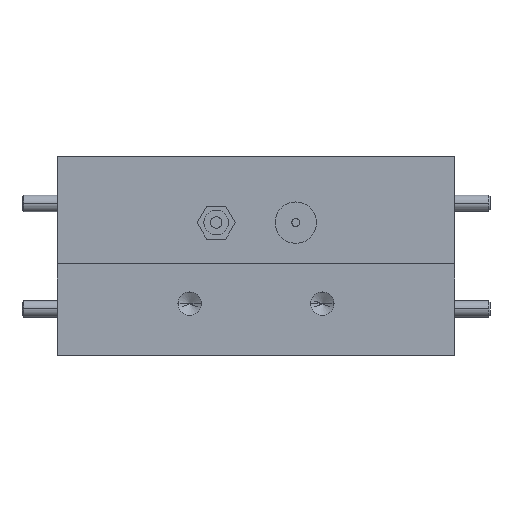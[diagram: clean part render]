
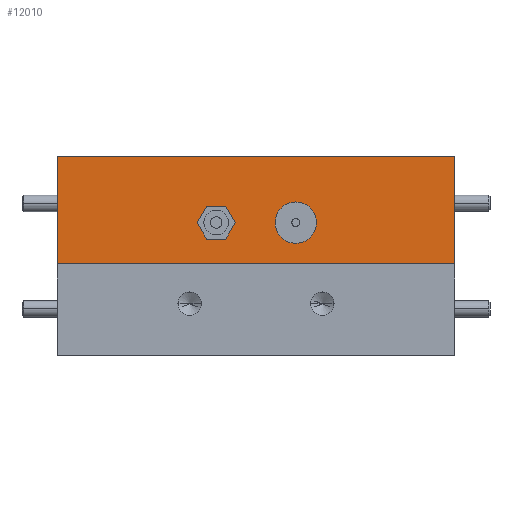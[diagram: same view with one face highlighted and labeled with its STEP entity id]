
A CAD part, top view. The second image highlights one B-rep face of the part: STEP entity #12010.
In plain terms, the highlighted planar face has unit normal (0, 0, 1).
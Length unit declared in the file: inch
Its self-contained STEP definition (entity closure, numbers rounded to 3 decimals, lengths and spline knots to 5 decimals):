
#182 = CARTESIAN_POINT ( 'NONE',  ( -0.22217, 0.5, 0.55 ) ) ;
#223 = DIRECTION ( 'NONE',  ( 0.5, -0.866, 0. ) ) ;
#613 = CARTESIAN_POINT ( 'NONE',  ( 0.75, 0.75, 0.55 ) ) ;
#629 = LINE ( 'NONE', #7991, #7061 ) ;
#713 = VECTOR ( 'NONE', #13567, 39.37008 ) ;
#775 = LINE ( 'NONE', #15101, #7376 ) ;
#842 = ORIENTED_EDGE ( 'NONE', *, *, #5012, .F. ) ;
#960 = VERTEX_POINT ( 'NONE', #14885 ) ;
#1081 = DIRECTION ( 'NONE',  ( 0., 0., 1. ) ) ;
#1155 = CARTESIAN_POINT ( 'NONE',  ( 0.75, 0.75, 0.55 ) ) ;
#1218 = EDGE_CURVE ( 'NONE', #3732, #960, #13786, .T. ) ;
#1220 = ORIENTED_EDGE ( 'NONE', *, *, #6248, .F. ) ;
#2108 = DIRECTION ( 'NONE',  ( 1., 0., 0. ) ) ;
#2372 = ORIENTED_EDGE ( 'NONE', *, *, #1218, .F. ) ;
#2522 = LINE ( 'NONE', #613, #713 ) ;
#2688 = VERTEX_POINT ( 'NONE', #7022 ) ;
#2792 = VERTEX_POINT ( 'NONE', #10777 ) ;
#2921 = AXIS2_PLACEMENT_3D ( 'NONE', #10223, #12734, #12528 ) ;
#3347 = DIRECTION ( 'NONE',  ( -0.5, -0.866, 0. ) ) ;
#3591 = AXIS2_PLACEMENT_3D ( 'NONE', #6182, #12059, #9769 ) ;
#3732 = VERTEX_POINT ( 'NONE', #5212 ) ;
#3752 = CARTESIAN_POINT ( 'NONE',  ( -0.75, 0.344, 0.55 ) ) ;
#3797 = CARTESIAN_POINT ( 'NONE',  ( -0.22217, 0.5, 0.55 ) ) ;
#3959 = EDGE_LOOP ( 'NONE', ( #842, #2372, #11396, #9053, #10963, #1220 ) ) ;
#4219 = EDGE_LOOP ( 'NONE', ( #8160, #14923, #5430, #6813 ) ) ;
#4390 = DIRECTION ( 'NONE',  ( 1., 0., 0. ) ) ;
#4835 = DIRECTION ( 'NONE',  ( -1., 0., 0. ) ) ;
#5012 = EDGE_CURVE ( 'NONE', #960, #11436, #9837, .T. ) ;
#5098 = CIRCLE ( 'NONE', #2921, 0.078 ) ;
#5212 = CARTESIAN_POINT ( 'NONE',  ( -0.11392, 0.5625, 0.55 ) ) ;
#5252 = VERTEX_POINT ( 'NONE', #8536 ) ;
#5275 = DIRECTION ( 'NONE',  ( -0.5, 0.866, 0. ) ) ;
#5430 = ORIENTED_EDGE ( 'NONE', *, *, #5874, .F. ) ;
#5437 = VECTOR ( 'NONE', #5275, 39.37008 ) ;
#5874 = EDGE_CURVE ( 'NONE', #9070, #2688, #6093, .T. ) ;
#6093 = LINE ( 'NONE', #1155, #7391 ) ;
#6116 = CARTESIAN_POINT ( 'NONE',  ( -0.11392, 0.4375, 0.55 ) ) ;
#6182 = CARTESIAN_POINT ( 'NONE',  ( 0.75, 0.75, 0.55 ) ) ;
#6248 = EDGE_CURVE ( 'NONE', #11436, #5252, #12195, .T. ) ;
#6381 = VERTEX_POINT ( 'NONE', #6413 ) ;
#6413 = CARTESIAN_POINT ( 'NONE',  ( 0.228, 0.5, 0.55 ) ) ;
#6514 = CARTESIAN_POINT ( 'NONE',  ( 0.75, 0.344, 0.55 ) ) ;
#6674 = VECTOR ( 'NONE', #7656, 39.37008 ) ;
#6793 = DIRECTION ( 'NONE',  ( 1., 0., 0. ) ) ;
#6813 = ORIENTED_EDGE ( 'NONE', *, *, #10766, .T. ) ;
#6820 = EDGE_CURVE ( 'NONE', #5252, #10423, #775, .T. ) ;
#6839 = VECTOR ( 'NONE', #9702, 39.37008 ) ;
#6920 = CARTESIAN_POINT ( 'NONE',  ( -0.11392, 0.4375, 0.55 ) ) ;
#7022 = CARTESIAN_POINT ( 'NONE',  ( 0.75, 0.75, 0.55 ) ) ;
#7061 = VECTOR ( 'NONE', #9014, 39.37008 ) ;
#7376 = VECTOR ( 'NONE', #4390, 39.37008 ) ;
#7391 = VECTOR ( 'NONE', #6793, 39.37008 ) ;
#7485 = CIRCLE ( 'NONE', #13687, 0.078 ) ;
#7656 = DIRECTION ( 'NONE',  ( 1., 0., 0. ) ) ;
#7991 = CARTESIAN_POINT ( 'NONE',  ( -0.75, 0.75, 0.55 ) ) ;
#8160 = ORIENTED_EDGE ( 'NONE', *, *, #11149, .T. ) ;
#8426 = PLANE ( 'NONE',  #3591 ) ;
#8536 = CARTESIAN_POINT ( 'NONE',  ( -0.18608, 0.4375, 0.55 ) ) ;
#8641 = CARTESIAN_POINT ( 'NONE',  ( 0.072, 0.5, 0.55 ) ) ;
#8860 = LINE ( 'NONE', #14565, #5437 ) ;
#8950 = CARTESIAN_POINT ( 'NONE',  ( -0.07783, 0.5, 0.55 ) ) ;
#9014 = DIRECTION ( 'NONE',  ( 0., -1., 0. ) ) ;
#9053 = ORIENTED_EDGE ( 'NONE', *, *, #9940, .F. ) ;
#9070 = VERTEX_POINT ( 'NONE', #11989 ) ;
#9157 = CARTESIAN_POINT ( 'NONE',  ( 0.15, 0.5, 0.55 ) ) ;
#9212 = CARTESIAN_POINT ( 'NONE',  ( -0.18608, 0.5625, 0.55 ) ) ;
#9372 = VERTEX_POINT ( 'NONE', #8641 ) ;
#9702 = DIRECTION ( 'NONE',  ( 0.5, 0.866, 0. ) ) ;
#9714 = EDGE_CURVE ( 'NONE', #2688, #2792, #2522, .T. ) ;
#9769 = DIRECTION ( 'NONE',  ( -1., 0., 0. ) ) ;
#9828 = LINE ( 'NONE', #6514, #6674 ) ;
#9837 = LINE ( 'NONE', #9212, #10929 ) ;
#9940 = EDGE_CURVE ( 'NONE', #10423, #13146, #14604, .T. ) ;
#10074 = ORIENTED_EDGE ( 'NONE', *, *, #12592, .F. ) ;
#10223 = CARTESIAN_POINT ( 'NONE',  ( 0.15, 0.5, 0.55 ) ) ;
#10403 = EDGE_LOOP ( 'NONE', ( #14008, #10074 ) ) ;
#10423 = VERTEX_POINT ( 'NONE', #6920 ) ;
#10766 = EDGE_CURVE ( 'NONE', #9070, #14214, #629, .T. ) ;
#10777 = CARTESIAN_POINT ( 'NONE',  ( 0.75, 0.344, 0.55 ) ) ;
#10929 = VECTOR ( 'NONE', #3347, 39.37008 ) ;
#10963 = ORIENTED_EDGE ( 'NONE', *, *, #6820, .F. ) ;
#11149 = EDGE_CURVE ( 'NONE', #14214, #2792, #9828, .T. ) ;
#11396 = ORIENTED_EDGE ( 'NONE', *, *, #12095, .F. ) ;
#11436 = VERTEX_POINT ( 'NONE', #182 ) ;
#11825 = CARTESIAN_POINT ( 'NONE',  ( -0.11392, 0.5625, 0.55 ) ) ;
#11989 = CARTESIAN_POINT ( 'NONE',  ( -0.75, 0.75, 0.55 ) ) ;
#12010 = ADVANCED_FACE ( 'NONE', ( #13330, #12605, #14640 ), #8426, .F. ) ;
#12020 = VECTOR ( 'NONE', #223, 39.37008 ) ;
#12059 = DIRECTION ( 'NONE',  ( 0., 0., -1. ) ) ;
#12095 = EDGE_CURVE ( 'NONE', #13146, #3732, #8860, .T. ) ;
#12195 = LINE ( 'NONE', #3797, #12020 ) ;
#12528 = DIRECTION ( 'NONE',  ( 1., 0., 0. ) ) ;
#12592 = EDGE_CURVE ( 'NONE', #9372, #6381, #5098, .T. ) ;
#12605 = FACE_BOUND ( 'NONE', #3959, .T. ) ;
#12689 = EDGE_CURVE ( 'NONE', #6381, #9372, #7485, .T. ) ;
#12734 = DIRECTION ( 'NONE',  ( 0., 0., 1. ) ) ;
#13146 = VERTEX_POINT ( 'NONE', #8950 ) ;
#13330 = FACE_BOUND ( 'NONE', #10403, .T. ) ;
#13413 = VECTOR ( 'NONE', #4835, 39.37008 ) ;
#13567 = DIRECTION ( 'NONE',  ( 0., -1., 0. ) ) ;
#13687 = AXIS2_PLACEMENT_3D ( 'NONE', #9157, #1081, #2108 ) ;
#13786 = LINE ( 'NONE', #11825, #13413 ) ;
#14008 = ORIENTED_EDGE ( 'NONE', *, *, #12689, .F. ) ;
#14214 = VERTEX_POINT ( 'NONE', #3752 ) ;
#14565 = CARTESIAN_POINT ( 'NONE',  ( -0.07783, 0.5, 0.55 ) ) ;
#14604 = LINE ( 'NONE', #6116, #6839 ) ;
#14640 = FACE_OUTER_BOUND ( 'NONE', #4219, .T. ) ;
#14885 = CARTESIAN_POINT ( 'NONE',  ( -0.18608, 0.5625, 0.55 ) ) ;
#14923 = ORIENTED_EDGE ( 'NONE', *, *, #9714, .F. ) ;
#15101 = CARTESIAN_POINT ( 'NONE',  ( -0.18608, 0.4375, 0.55 ) ) ;
